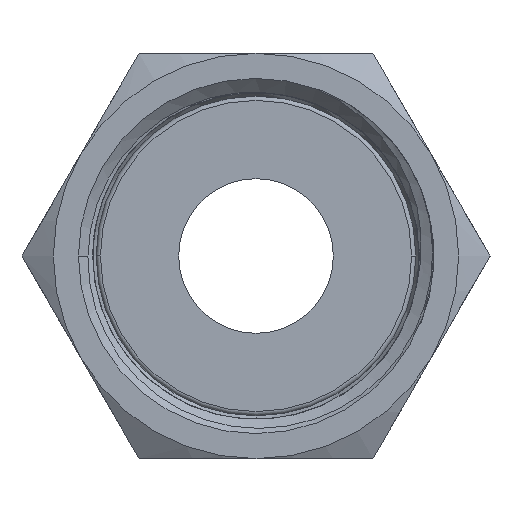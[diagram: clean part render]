
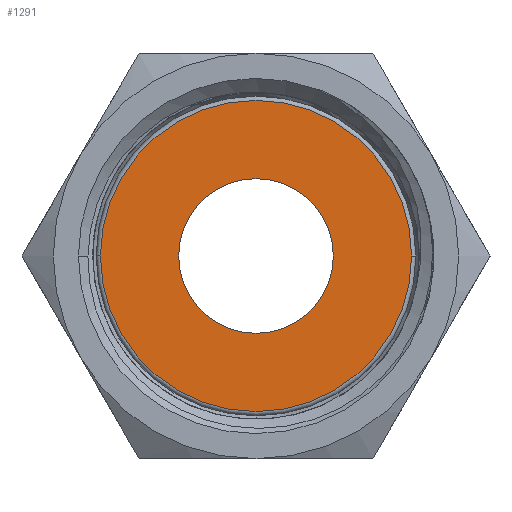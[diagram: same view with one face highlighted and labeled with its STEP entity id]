
A CAD part, left-side view. The second image highlights one B-rep face of the part: STEP entity #1291.
In plain terms, the highlighted planar face has unit normal (-1, 0, 0).
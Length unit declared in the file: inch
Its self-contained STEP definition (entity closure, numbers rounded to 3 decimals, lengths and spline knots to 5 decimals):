
#471=CARTESIAN_POINT('',(-0.975,0.,0.));
#472=DIRECTION('',(-1.,0.,0.));
#473=DIRECTION('',(0.,-1.,0.));
#474=AXIS2_PLACEMENT_3D('',#471,#472,#473);
#486=CARTESIAN_POINT('',(-0.975,0.,0.));
#487=DIRECTION('',(-1.,0.,0.));
#488=DIRECTION('',(0.,1.,0.));
#489=AXIS2_PLACEMENT_3D('',#486,#487,#488);
#491=CARTESIAN_POINT('',(-0.975,0.,0.));
#492=DIRECTION('',(-1.,0.,0.));
#493=DIRECTION('',(0.,-1.,0.));
#494=AXIS2_PLACEMENT_3D('',#491,#492,#493);
#496=CARTESIAN_POINT('',(-0.975,0.,0.));
#497=DIRECTION('',(-1.,0.,0.));
#498=DIRECTION('',(0.,1.,0.));
#499=AXIS2_PLACEMENT_3D('',#496,#497,#498);
#578=CARTESIAN_POINT('',(-0.975,0.179,0.));
#579=CARTESIAN_POINT('',(-0.975,-0.179,0.));
#580=VERTEX_POINT('',#578);
#581=VERTEX_POINT('',#579);
#614=CARTESIAN_POINT('',(-0.975,-0.36,0.));
#615=CARTESIAN_POINT('',(-0.975,0.36,0.));
#616=VERTEX_POINT('',#614);
#617=VERTEX_POINT('',#615);
#1275=CARTESIAN_POINT('',(-0.975,0.,0.));
#1276=DIRECTION('',(-1.,0.,0.));
#1277=DIRECTION('',(0.,0.,1.));
#1278=AXIS2_PLACEMENT_3D('',#1275,#1276,#1277);
#1279=PLANE('',#1278);
#1280=ORIENTED_EDGE('',*,*,#1265,.F.);
#1282=ORIENTED_EDGE('',*,*,#1281,.F.);
#1283=EDGE_LOOP('',(#1280,#1282));
#1284=FACE_OUTER_BOUND('',#1283,.F.);
#1286=ORIENTED_EDGE('',*,*,#1285,.T.);
#1288=ORIENTED_EDGE('',*,*,#1287,.T.);
#1289=EDGE_LOOP('',(#1286,#1288));
#1290=FACE_BOUND('',#1289,.F.);
#1291=ADVANCED_FACE('',(#1284,#1290),#1279,.T.);
#475=CIRCLE('',#474,0.36);
#490=CIRCLE('',#489,0.179);
#495=CIRCLE('',#494,0.179);
#500=CIRCLE('',#499,0.36);
#1265=EDGE_CURVE('',#616,#617,#475,.T.);
#1281=EDGE_CURVE('',#617,#616,#500,.T.);
#1285=EDGE_CURVE('',#580,#581,#490,.T.);
#1287=EDGE_CURVE('',#581,#580,#495,.T.);
